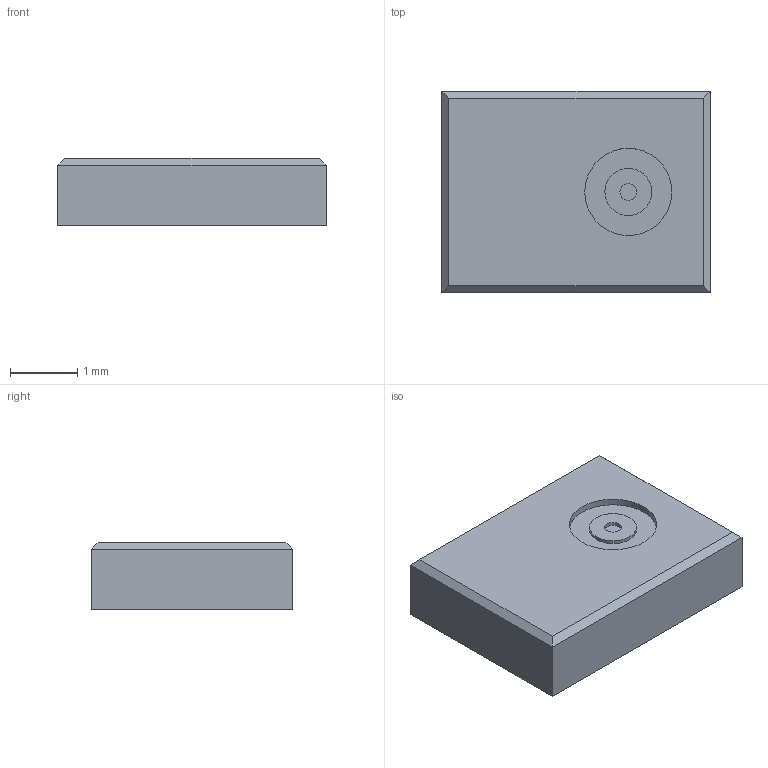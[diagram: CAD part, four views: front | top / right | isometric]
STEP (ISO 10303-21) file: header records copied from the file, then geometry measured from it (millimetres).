
FILE_DESCRIPTION(('FreeCAD Model'),'2;1');
FILE_NAME('MP34DT05.step', '2020-01-13T10:57:31',('Author'),(''), 'Open CASCADE STEP processor 7.3','FreeCAD','Unknown');
FILE_SCHEMA(('AUTOMOTIVE_DESIGN { 1 0 10303 214 1 1 1 1 }'));
Length unit declared in the file: millimetre
Products named in the file (2): MP34DT05; Bot
Assembly tree (1 placements, depth 2):
  MP34DT05
    Bot
Bounding box: 4 x 3 x 1 mm (x, y, z)
Volume: 11.8 mm3; surface area: 37.7 mm2
Topology: 1 solids, 1 shells, 16 faces, 29 edges, 18 vertices
Faces by surface type: plane 13, cylinder 3
Full cylindrical faces by diameter (mm): 0.25 x1, 0.7 x1, 1.3 x1
Entity records: 806 total; most frequent: CARTESIAN_POINT 129, DIRECTION 128, LINE 75, VECTOR 75, ORIENTED_EDGE 58, PCURVE 58, DEFINITIONAL_REPRESENTATION 58, EDGE_CURVE 29
